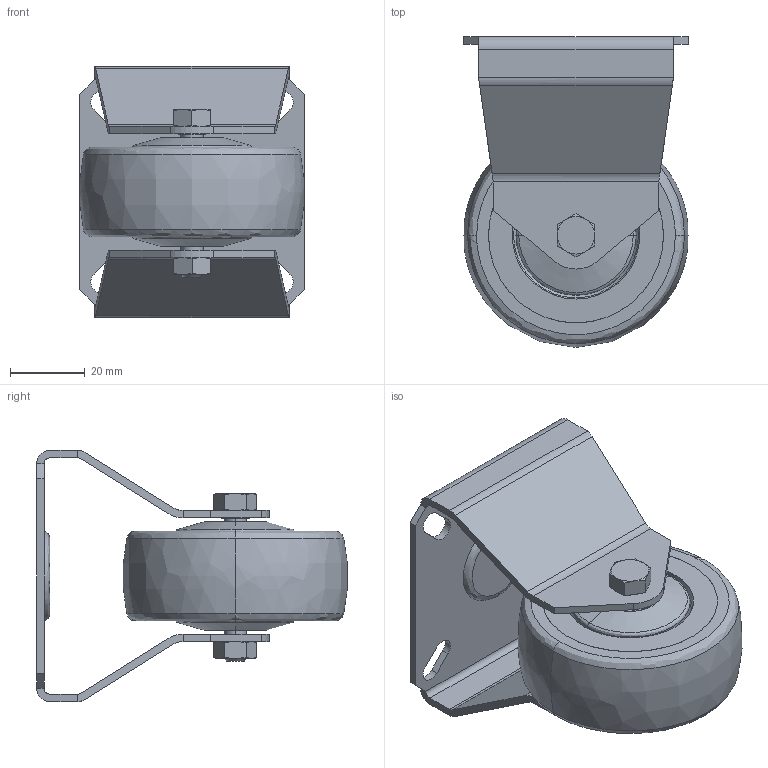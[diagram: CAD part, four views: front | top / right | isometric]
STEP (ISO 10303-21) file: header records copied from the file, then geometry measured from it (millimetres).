
FILE_DESCRIPTION (( 'STEP AP203' ), '1' );
FILE_NAME ('084.404.007.STEP', '2013-01-28T09:07:31', ( 'Alusic' ), ( 'Alusic' ), 'SwSTEP 2.0', 'SolidWorks 2011', '' );
FILE_SCHEMA (( 'CONFIG_CONTROL_DESIGN' ));
Length unit declared in the file: millimetre
Products named in the file (1): 084.404.007
Bounding box: 60 x 82.88 x 67 mm (x, y, z)
Volume: 74546.7 mm3; surface area: 38800.1 mm2
Topology: 7 solids, 7 shells, 245 faces, 572 edges, 358 vertices
Faces by surface type: plane 89, cylinder 76, cone 42, bspline 38
Entity records: 8489 total; most frequent: CARTESIAN_POINT 2930, ORIENTED_EDGE 1144, DIRECTION 1144, EDGE_CURVE 572, AXIS2_PLACEMENT_3D 458, VERTEX_POINT 358, EDGE_LOOP 284, CIRCLE 250
